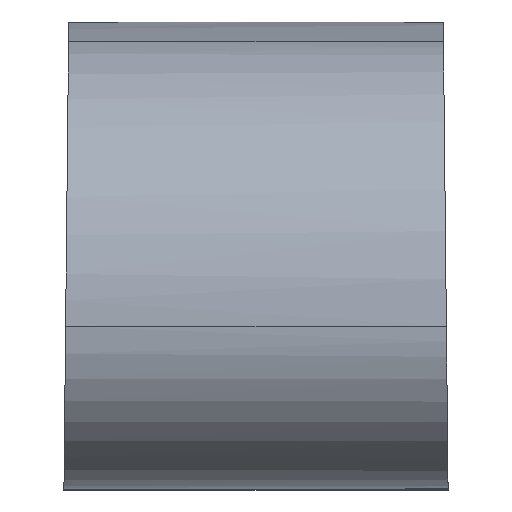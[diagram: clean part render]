
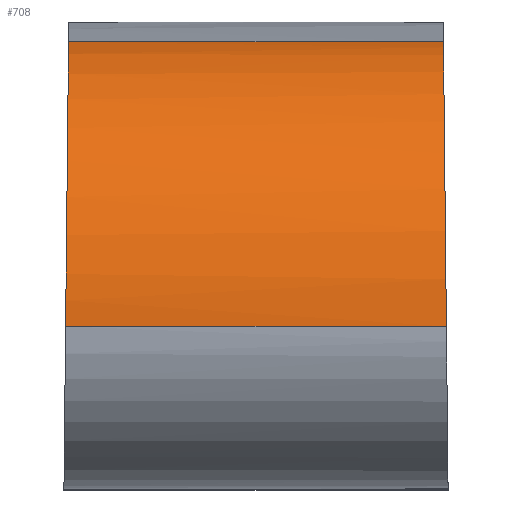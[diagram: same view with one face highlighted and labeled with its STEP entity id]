
A CAD part, top view. The second image highlights one B-rep face of the part: STEP entity #708.
In plain terms, the highlighted cylindrical face has radius 6.25 mm (diameter 12.5 mm), a partial arc.
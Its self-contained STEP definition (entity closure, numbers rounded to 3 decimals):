
#24 = DIRECTION ( 'NONE',  ( -1., 0., 0. ) ) ;
#42 = CARTESIAN_POINT ( 'NONE',  ( 4.15, 3.5, 12.85 ) ) ;
#79 = VERTEX_POINT ( 'NONE', #753 ) ;
#82 = CARTESIAN_POINT ( 'NONE',  ( 4.15, 9.658, 13.919 ) ) ;
#88 = CARTESIAN_POINT ( 'NONE',  ( 4.056, 9.114, 17.053 ) ) ;
#137 = EDGE_LOOP ( 'NONE', ( #717, #922, #538, #800 ) ) ;
#145 = LINE ( 'NONE', #784, #675 ) ;
#158 = EDGE_CURVE ( 'NONE', #622, #486, #145, .T. ) ;
#166 = VERTEX_POINT ( 'NONE', #934 ) ;
#305 = LINE ( 'NONE', #82, #483 ) ;
#367 = CARTESIAN_POINT ( 'NONE',  ( -4.081, 6.68, 19.1 ) ) ;
#386 = CARTESIAN_POINT ( 'NONE',  ( 4.081, 6.68, 19.1 ) ) ;
#389 = EDGE_CURVE ( 'NONE', #166, #79, #305, .T. ) ;
#405 = EDGE_CURVE ( 'NONE', #622, #166, #598, .T. ) ;
#407 = CARTESIAN_POINT ( 'NONE',  ( -4.114, 3.5, 19.1 ) ) ;
#432 = CARTESIAN_POINT ( 'NONE',  ( 4.114, 3.5, 19.1 ) ) ;
#436 = CARTESIAN_POINT ( 'NONE',  ( -4.05, 9.658, 13.919 ) ) ;
#483 = VECTOR ( 'NONE', #681, 1000. ) ;
#486 = VERTEX_POINT ( 'NONE', #407 ) ;
#500 = DIRECTION ( 'NONE',  ( -1., 0., 0. ) ) ;
#538 = ORIENTED_EDGE ( 'NONE', *, *, #389, .T. ) ;
#561 = CYLINDRICAL_SURFACE ( 'NONE', #854, 6.25 ) ;
#598 =( BOUNDED_CURVE ( )  B_SPLINE_CURVE ( 3, ( #832, #386, #88, #617 ),
 .UNSPECIFIED., .F., .T. ) 
 B_SPLINE_CURVE_WITH_KNOTS ( ( 4, 4 ),
 ( 4.712, 6.111 ),
 .UNSPECIFIED. ) 
 CURVE ( )  GEOMETRIC_REPRESENTATION_ITEM ( )  RATIONAL_B_SPLINE_CURVE ( ( 1., 0.843, 0.843, 1. ) ) 
 REPRESENTATION_ITEM ( '' )  );
#608 = EDGE_CURVE ( 'NONE', #79, #486, #961, .T. ) ;
#617 = CARTESIAN_POINT ( 'NONE',  ( 4.05, 9.658, 13.919 ) ) ;
#622 = VERTEX_POINT ( 'NONE', #432 ) ;
#675 = VECTOR ( 'NONE', #24, 1000. ) ;
#681 = DIRECTION ( 'NONE',  ( -1., 0., 0. ) ) ;
#708 = ADVANCED_FACE ( 'NONE', ( #815 ), #561, .T. ) ;
#717 = ORIENTED_EDGE ( 'NONE', *, *, #158, .F. ) ;
#731 = DIRECTION ( 'NONE',  ( 0., 0., 1. ) ) ;
#753 = CARTESIAN_POINT ( 'NONE',  ( -4.05, 9.658, 13.919 ) ) ;
#784 = CARTESIAN_POINT ( 'NONE',  ( 4.15, 3.5, 19.1 ) ) ;
#800 = ORIENTED_EDGE ( 'NONE', *, *, #608, .T. ) ;
#807 = CARTESIAN_POINT ( 'NONE',  ( -4.114, 3.5, 19.1 ) ) ;
#815 = FACE_OUTER_BOUND ( 'NONE', #137, .T. ) ;
#832 = CARTESIAN_POINT ( 'NONE',  ( 4.114, 3.5, 19.1 ) ) ;
#854 = AXIS2_PLACEMENT_3D ( 'NONE', #42, #500, #731 ) ;
#922 = ORIENTED_EDGE ( 'NONE', *, *, #405, .T. ) ;
#934 = CARTESIAN_POINT ( 'NONE',  ( 4.05, 9.658, 13.919 ) ) ;
#961 =( BOUNDED_CURVE ( )  B_SPLINE_CURVE ( 3, ( #436, #962, #367, #807 ),
 .UNSPECIFIED., .F., .F. ) 
 B_SPLINE_CURVE_WITH_KNOTS ( ( 4, 4 ),
 ( 3.313, 4.712 ),
 .UNSPECIFIED. ) 
 CURVE ( )  GEOMETRIC_REPRESENTATION_ITEM ( )  RATIONAL_B_SPLINE_CURVE ( ( 1., 0.843, 0.843, 1. ) ) 
 REPRESENTATION_ITEM ( '' )  );
#962 = CARTESIAN_POINT ( 'NONE',  ( -4.056, 9.114, 17.053 ) ) ;
